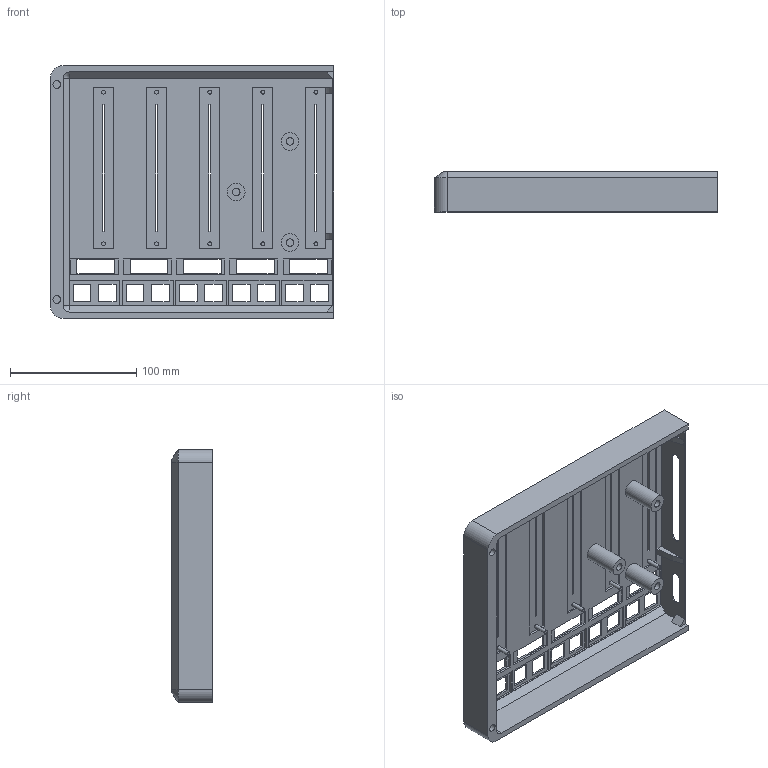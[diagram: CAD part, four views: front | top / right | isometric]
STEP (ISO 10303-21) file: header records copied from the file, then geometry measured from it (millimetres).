
FILE_DESCRIPTION(/* description */ (''),/* implementation_level */ '2;1');
FILE_NAME(/* name */ 'Top L.step',/* time_stamp */ '2026-02-01T10:48:57Z',/* author */ (''),/* organization */ (''),/* preprocessor_version */ 'ST-DEVELOPER v20.1',/* originating_system */ 'Autodesk Translation Framework v14.24.0.0',/* authorisation */ '');
FILE_SCHEMA (('AUTOMOTIVE_DESIGN { 1 0 10303 214 3 1 1 }'));
Length unit declared in the file: millimetre
Products named in the file (1): Top L
Bounding box: 224 x 32 x 200 mm (x, y, z)
Volume: 235960.3 mm3; surface area: 136876.6 mm2
Topology: 1 solids, 1 shells, 237 faces, 604 edges, 398 vertices
Faces by surface type: plane 205, cylinder 26, cone 4, bspline 2
Full cylindrical faces by diameter (mm): 3 x10, 6 x5, 14 x3
Entity records: 7208 total; most frequent: CARTESIAN_POINT 1288, ORIENTED_EDGE 1208, DIRECTION 1126, EDGE_CURVE 604, LINE 542, VECTOR 542, VERTEX_POINT 398, EDGE_LOOP 314
